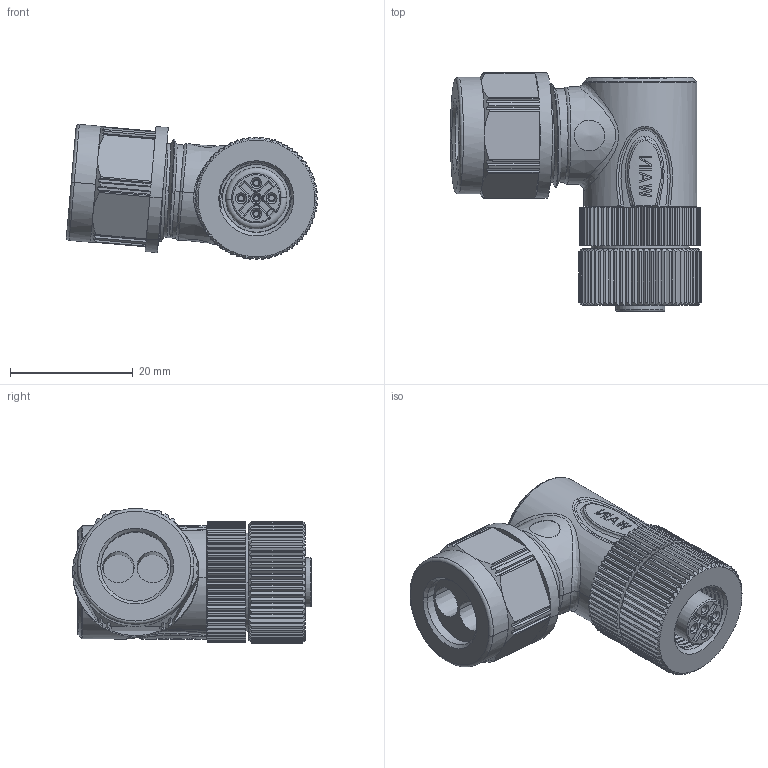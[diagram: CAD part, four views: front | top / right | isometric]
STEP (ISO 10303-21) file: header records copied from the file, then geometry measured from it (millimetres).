
FILE_DESCRIPTION((''),'2;1');
FILE_NAME('M12-F05A-S_SW0001','2020-12-08T',('yp.zhuang'),(''),'PRO/ENGINEER BY PARAMETRIC TECHNOLOGY CORPORATION, 2012480','PRO/ENGINEER BY PARAMETRIC TECHNOLOGY CORPORATION, 2012480','');
FILE_SCHEMA(('AUTOMOTIVE_DESIGN { 1 0 10303 214 1 1 1 1 }'));
Products named in the file (1): M12-F05A-S_SW0001
Bounding box: 40.97 x 38.9 x 22.06 mm (x, y, z)
Volume: 14934.8 mm3; surface area: 8280.9 mm2
Topology: 1 solids, 1 shells, 1167 faces, 3054 edges, 1924 vertices
Faces by surface type: plane 465, cylinder 380, cone 207, bspline 87, torus 20, extrusion 6, sphere 2
Entity records: 66363 total; most frequent: CARTESIAN_POINT 30948, ORIENTED_EDGE 6108, DIRECTION 5094, EDGE_CURVE 3054, AXIS2_PLACEMENT_3D 1931, VERTEX_POINT 1924, VECTOR 1232, LINE 1226
